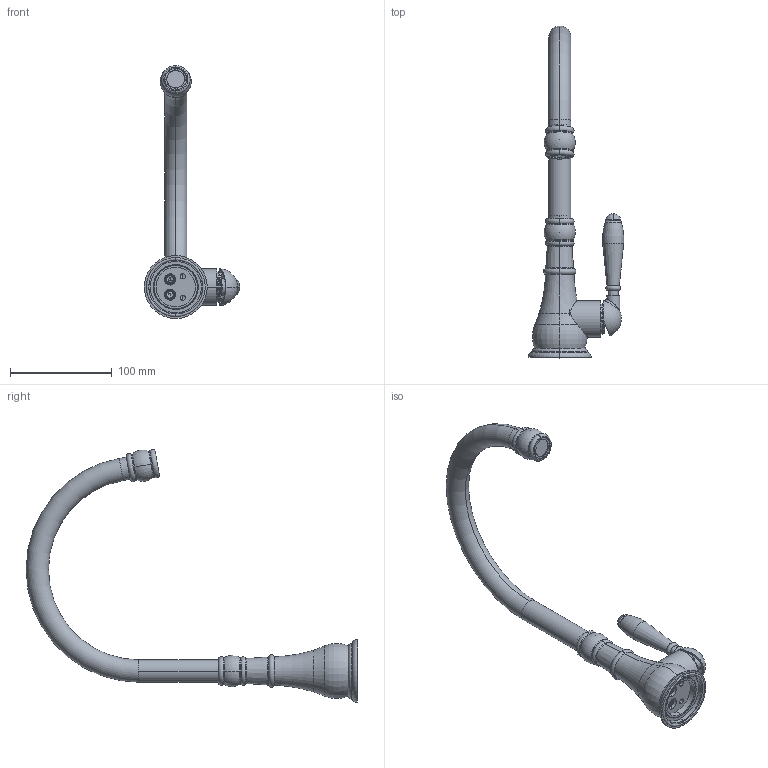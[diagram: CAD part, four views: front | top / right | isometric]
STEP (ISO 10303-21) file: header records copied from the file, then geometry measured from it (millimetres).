
FILE_DESCRIPTION (( 'STEP AP203' ), '1' );
FILE_NAME ('MV1030LCHP.STEP', '2020-02-26T07:50:13', ( 'Windows 蚚誧' ), ( '' ), 'SwSTEP 2.0', 'SolidWorks 2019', '' );
FILE_SCHEMA (( 'CONFIG_CONTROL_DESIGN' ));
Length unit declared in the file: millimetre
Products named in the file (27): M16x1 22奪爾諉芛; MV三通面盆底帽; 22報滇埴俔爾諉奪; 175忒梟裝芛;   M70SB12C   MV三通手柄座; 7x1.5 O型圈; MV堤阨諳ㄗ郪ㄘ; 175忒梟蟀諉裝; M5x5 囀鞠褒す傷蹟佪; 囀鞠褒す傷蹟佪 M5x25 (G12010G00); MV三通手柄 陶瓷杆; MV22堤阨奪蟀諉璃ㄗ郪ㄘ; MV堤阨諳; MV22堤阨奪蟀諉璃; 170三通面盆装饰盖; MV1014ACH; 58x2.5 O型圈 - UA70MV三通底帽; MV1030LCHP; 三通主体组25配陶瓷杆; MV三通25阀套; 22報滇埴俔ㄗ爾諉ㄘ; 報滇埴俔郪; 175忒梟裝簽; M16X1 22奪爾諉簽; 臟賙M21.5X1堤阨厙; MV三通25阀体; 175枎棟忒梟裝
Assembly tree (26 placements, depth 5):
  MV1030LCHP
    三通主体组25配陶瓷杆
      MV三通25阀体
      MV三通25阀套
      170三通面盆装饰盖
      MV三通面盆底帽
      M5x5 囀鞠褒す傷蹟佪
      58x2.5 O型圈 - UA70MV三通底帽
      MV三通手柄 陶瓷杆
          M70SB12C   MV三通手柄座
        175枎棟忒梟裝
        175忒梟裝簽
        175忒梟裝芛
        175忒梟蟀諉裝
        囀鞠褒す傷蹟佪 M5x25 (G12010G00)
        7x1.5 O型圈
    MV1014ACH
      MV堤阨諳ㄗ郪ㄘ
        MV堤阨諳
        臟賙M21.5X1堤阨厙
      報滇埴俔郪
        MV22堤阨奪蟀諉璃ㄗ郪ㄘ
          MV22堤阨奪蟀諉璃
        22報滇埴俔ㄗ爾諉ㄘ
          22報滇埴俔爾諉奪
          M16X1 22奪爾諉簽
          M16x1 22奪爾諉芛
Bounding box: 94.02 x 326.61 x 249.11 mm (x, y, z)
Volume: 171349.8 mm3; surface area: 130873.2 mm2
Topology: 20 solids, 21 shells, 1005 faces, 2642 edges, 1700 vertices
Faces by surface type: cylinder 540, plane 168, cone 110, bspline 88, torus 87, sphere 12
Entity records: 92578 total; most frequent: CARTESIAN_POINT 67677, ORIENTED_EDGE 5212, DIRECTION 4123, EDGE_CURVE 2606, VERTEX_POINT 1694, AXIS2_PLACEMENT_3D 1663, EDGE_LOOP 1094, FACE_OUTER_BOUND 1005
